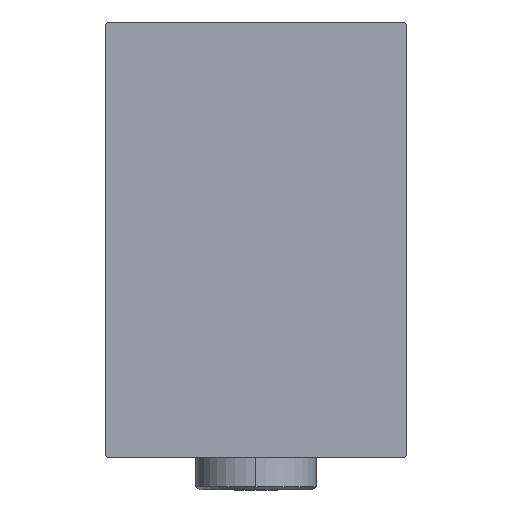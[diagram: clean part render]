
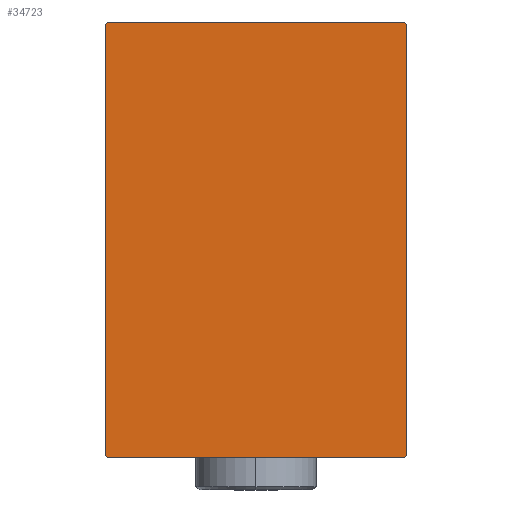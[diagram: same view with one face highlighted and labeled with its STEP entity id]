
A CAD part, left-side view. The second image highlights one B-rep face of the part: STEP entity #34723.
In plain terms, the highlighted face is planar.
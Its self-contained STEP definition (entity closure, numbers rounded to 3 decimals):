
#315 = ORIENTED_EDGE ( 'NONE', *, *, #22332, .T. ) ;
#651 = CARTESIAN_POINT ( 'NONE',  ( 70., -22.2, 32.5 ) ) ;
#1096 = CARTESIAN_POINT ( 'NONE',  ( 70., -22.2, -32.5 ) ) ;
#2268 = LINE ( 'NONE', #2704, #30135 ) ;
#2704 = CARTESIAN_POINT ( 'NONE',  ( 70., -22.5, 32.5 ) ) ;
#3001 = LINE ( 'NONE', #33129, #34930 ) ;
#4054 = EDGE_CURVE ( 'NONE', #9715, #14824, #3001, .T. ) ;
#4506 = ORIENTED_EDGE ( 'NONE', *, *, #20705, .T. ) ;
#5119 = VERTEX_POINT ( 'NONE', #32508 ) ;
#5590 = EDGE_CURVE ( 'NONE', #35212, #9847, #12607, .T. ) ;
#6819 = EDGE_CURVE ( 'NONE', #14824, #9988, #30396, .T. ) ;
#6958 = CARTESIAN_POINT ( 'NONE',  ( 70., 0., 0. ) ) ;
#9715 = VERTEX_POINT ( 'NONE', #39964 ) ;
#9847 = VERTEX_POINT ( 'NONE', #1096 ) ;
#9988 = VERTEX_POINT ( 'NONE', #31187 ) ;
#11173 = VECTOR ( 'NONE', #40407, 1000. ) ;
#12198 = VECTOR ( 'NONE', #15515, 1000. ) ;
#12395 = VECTOR ( 'NONE', #23344, 1000. ) ;
#12607 = LINE ( 'NONE', #33124, #12198 ) ;
#12853 = CARTESIAN_POINT ( 'NONE',  ( 70., 27.35, 27.35 ) ) ;
#14117 = CARTESIAN_POINT ( 'NONE',  ( 70., -27.35, 27.35 ) ) ;
#14824 = VERTEX_POINT ( 'NONE', #651 ) ;
#15057 = VECTOR ( 'NONE', #23723, 1000. ) ;
#15515 = DIRECTION ( 'NONE',  ( 0., 0.707, -0.707 ) ) ;
#16461 = ORIENTED_EDGE ( 'NONE', *, *, #27731, .T. ) ;
#16657 = CARTESIAN_POINT ( 'NONE',  ( 70., 22.5, -32.2 ) ) ;
#16754 = CARTESIAN_POINT ( 'NONE',  ( 70., 27.35, -27.35 ) ) ;
#17240 = DIRECTION ( 'NONE',  ( 1., 0., 0. ) ) ;
#19183 = CARTESIAN_POINT ( 'NONE',  ( 70., 22.5, -32.5 ) ) ;
#20525 = AXIS2_PLACEMENT_3D ( 'NONE', #6958, #17240, #23934 ) ;
#20705 = EDGE_CURVE ( 'NONE', #9988, #35212, #2268, .T. ) ;
#21099 = VECTOR ( 'NONE', #32774, 1000. ) ;
#22326 = VECTOR ( 'NONE', #30864, 1000. ) ;
#22332 = EDGE_CURVE ( 'NONE', #9847, #31284, #41364, .T. ) ;
#23344 = DIRECTION ( 'NONE',  ( 0., -0.707, 0.707 ) ) ;
#23626 = EDGE_CURVE ( 'NONE', #5119, #9715, #39854, .T. ) ;
#23723 = DIRECTION ( 'NONE',  ( 0., -0.707, -0.707 ) ) ;
#23934 = DIRECTION ( 'NONE',  ( 0., 0., -1. ) ) ;
#25302 = ORIENTED_EDGE ( 'NONE', *, *, #35667, .T. ) ;
#25459 = VERTEX_POINT ( 'NONE', #16657 ) ;
#25944 = ORIENTED_EDGE ( 'NONE', *, *, #4054, .T. ) ;
#27731 = EDGE_CURVE ( 'NONE', #25459, #5119, #39477, .T. ) ;
#28594 = ORIENTED_EDGE ( 'NONE', *, *, #23626, .T. ) ;
#29837 = ORIENTED_EDGE ( 'NONE', *, *, #6819, .T. ) ;
#30008 = DIRECTION ( 'NONE',  ( 0., -1., 0. ) ) ;
#30135 = VECTOR ( 'NONE', #35739, 1000. ) ;
#30382 = EDGE_LOOP ( 'NONE', ( #315, #25302, #16461, #28594, #25944, #29837, #4506, #40126 ) ) ;
#30396 = LINE ( 'NONE', #14117, #15057 ) ;
#30864 = DIRECTION ( 'NONE',  ( 0., 1., 0. ) ) ;
#31187 = CARTESIAN_POINT ( 'NONE',  ( 70., -22.5, 32.2 ) ) ;
#31271 = PLANE ( 'NONE',  #20525 ) ;
#31284 = VERTEX_POINT ( 'NONE', #42417 ) ;
#31519 = CARTESIAN_POINT ( 'NONE',  ( 70., -22.5, -32.5 ) ) ;
#32469 = CARTESIAN_POINT ( 'NONE',  ( 70., -22.5, -32.2 ) ) ;
#32508 = CARTESIAN_POINT ( 'NONE',  ( 70., 22.5, 32.2 ) ) ;
#32774 = DIRECTION ( 'NONE',  ( 0., 0., 1. ) ) ;
#33124 = CARTESIAN_POINT ( 'NONE',  ( 70., -27.35, -27.35 ) ) ;
#33129 = CARTESIAN_POINT ( 'NONE',  ( 70., 22.5, 32.5 ) ) ;
#34723 = ADVANCED_FACE ( 'NONE', ( #41551 ), #31271, .T. ) ;
#34930 = VECTOR ( 'NONE', #30008, 1000. ) ;
#35212 = VERTEX_POINT ( 'NONE', #32469 ) ;
#35667 = EDGE_CURVE ( 'NONE', #31284, #25459, #37051, .T. ) ;
#35739 = DIRECTION ( 'NONE',  ( 0., 0., -1. ) ) ;
#37051 = LINE ( 'NONE', #16754, #11173 ) ;
#39477 = LINE ( 'NONE', #19183, #21099 ) ;
#39854 = LINE ( 'NONE', #12853, #12395 ) ;
#39964 = CARTESIAN_POINT ( 'NONE',  ( 70., 22.2, 32.5 ) ) ;
#40126 = ORIENTED_EDGE ( 'NONE', *, *, #5590, .T. ) ;
#40407 = DIRECTION ( 'NONE',  ( 0., 0.707, 0.707 ) ) ;
#41364 = LINE ( 'NONE', #31519, #22326 ) ;
#41551 = FACE_OUTER_BOUND ( 'NONE', #30382, .T. ) ;
#42417 = CARTESIAN_POINT ( 'NONE',  ( 70., 22.2, -32.5 ) ) ;
